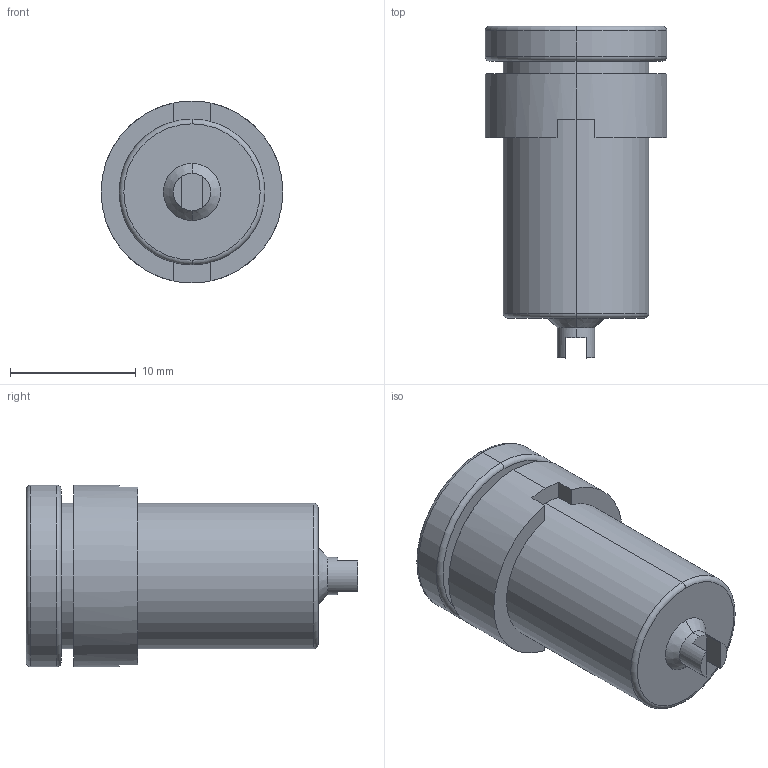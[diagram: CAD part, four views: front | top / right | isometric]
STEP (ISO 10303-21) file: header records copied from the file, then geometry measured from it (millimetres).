
FILE_DESCRIPTION (( 'STEP AP214' ), '1' );
FILE_NAME ('User Library-Pomona 5931 Banana Jack.STEP', '2020-06-07T03:18:02', ( '' ), ( '' ), 'SwSTEP 2.0', 'SolidWorks 2019', '' );
FILE_SCHEMA (( 'AUTOMOTIVE_DESIGN' ));
Length unit declared in the file: inch
Products named in the file (1): User Library-Pomona 5931 Banana Jack
Bounding box: 14.48 x 26.42 x 14.48 mm (x, y, z)
Volume: 2368.1 mm3; surface area: 2490.4 mm2
Topology: 2 solids, 2 shells, 48 faces, 108 edges, 68 vertices
Faces by surface type: plane 20, cylinder 16, torus 10, cone 2
Entity records: 1872 total; most frequent: DIRECTION 272, CARTESIAN_POINT 225, ORIENTED_EDGE 216, AXIS2_PLACEMENT_3D 115, EDGE_CURVE 108, VERTEX_POINT 68, CIRCLE 66, EDGE_LOOP 54
